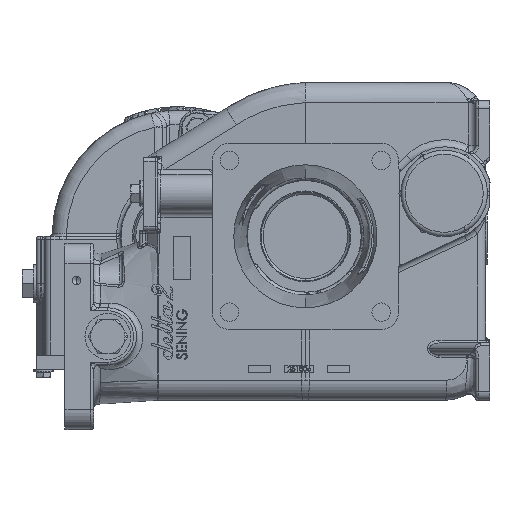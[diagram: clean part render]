
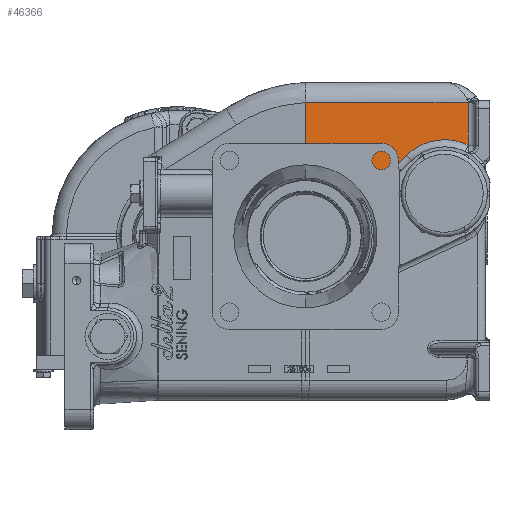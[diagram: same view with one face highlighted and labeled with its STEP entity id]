
A CAD part, left-side view. The second image highlights one B-rep face of the part: STEP entity #46366.
In plain terms, the highlighted planar face has unit normal (-0.999, -0.052, 0).
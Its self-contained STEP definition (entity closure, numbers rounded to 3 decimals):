
#2077 = CARTESIAN_POINT ( 'NONE',  ( -127.697, 0., 57.513 ) ) ;
#3191 = CARTESIAN_POINT ( 'NONE',  ( -125.446, -42.957, 37.5 ) ) ;
#3342 = CARTESIAN_POINT ( 'NONE',  ( -126.817, -16.79, 57.322 ) ) ;
#3658 = CARTESIAN_POINT ( 'NONE',  ( -126.02, -32.01, 50.231 ) ) ;
#5502 = LINE ( 'NONE', #14147, #7265 ) ;
#5917 = VECTOR ( 'NONE', #37702, 1000. ) ;
#5927 = LINE ( 'NONE', #37711, #6425 ) ;
#6425 = VECTOR ( 'NONE', #37710, 1000. ) ;
#6842 = VECTOR ( 'NONE', #40801, 1000. ) ;
#7265 = VECTOR ( 'NONE', #14244, 1000. ) ;
#7382 = LINE ( 'NONE', #37769, #5917 ) ;
#7685 = LINE ( 'NONE', #37837, #6842 ) ;
#14147 = CARTESIAN_POINT ( 'NONE',  ( -127.697, 0., 107.5 ) ) ;
#14244 = DIRECTION ( 'NONE',  ( 0., 0., -1. ) ) ;
#17627 = VECTOR ( 'NONE', #114400, 1000. ) ;
#17768 = LINE ( 'NONE', #114418, #17627 ) ;
#37702 = DIRECTION ( 'NONE',  ( 0.037, -0.707, 0.707 ) ) ;
#37710 = DIRECTION ( 'NONE',  ( 0.052, -0.999, 0. ) ) ;
#37711 = CARTESIAN_POINT ( 'NONE',  ( -125.082, -49.896, 37.5 ) ) ;
#37715 = CARTESIAN_POINT ( 'NONE',  ( -123.376, -82.459, 68.254 ) ) ;
#37716 = CARTESIAN_POINT ( 'NONE',  ( -122.518, -98.833, 70.978 ) ) ;
#37733 = CARTESIAN_POINT ( 'NONE',  ( -123.991, -70.722, 56.517 ) ) ;
#37769 = CARTESIAN_POINT ( 'NONE',  ( -123.984, -70.858, 56.652 ) ) ;
#37785 = CARTESIAN_POINT ( 'NONE',  ( -121.737, -113.738, 63.675 ) ) ;
#37789 = CARTESIAN_POINT ( 'NONE',  ( -124.911, -53.17, 38.964 ) ) ;
#37790 = CARTESIAN_POINT ( 'NONE',  ( -124.961, -52.22, 38.014 ) ) ;
#37791 = CARTESIAN_POINT ( 'NONE',  ( -125.026, -50.978, 37.5 ) ) ;
#37820 = CARTESIAN_POINT ( 'NONE',  ( -125.096, -49.634, 37.5 ) ) ;
#37837 = CARTESIAN_POINT ( 'NONE',  ( -127.697, 0., 93.5 ) ) ;
#40801 = DIRECTION ( 'NONE',  ( -0.052, 0.999, 0. ) ) ;
#46279 = VERTEX_POINT ( 'NONE', #132749 ) ;
#46295 = VERTEX_POINT ( 'NONE', #132512 ) ;
#46366 = ADVANCED_FACE ( 'NONE', ( #82529 ), #132771, .F. ) ;
#51484 = VERTEX_POINT ( 'NONE', #72230 ) ;
#51530 = VERTEX_POINT ( 'NONE', #72215 ) ;
#51702 = VERTEX_POINT ( 'NONE', #71991 ) ;
#51745 = VERTEX_POINT ( 'NONE', #71197 ) ;
#51853 = VERTEX_POINT ( 'NONE', #70739 ) ;
#51872 = VERTEX_POINT ( 'NONE', #70799 ) ;
#52697 = EDGE_CURVE ( 'NONE', #46279, #46295, #17768, .T. ) ;
#60310 = EDGE_CURVE ( 'NONE', #51745, #51484, #109771, .T. ) ;
#60496 = EDGE_CURVE ( 'NONE', #51702, #51745, #5502, .T. ) ;
#61361 = EDGE_CURVE ( 'NONE', #46295, #51702, #7685, .T. ) ;
#61389 = EDGE_CURVE ( 'NONE', #51530, #51853, #109650, .T. ) ;
#61407 = EDGE_CURVE ( 'NONE', #51853, #51872, #7382, .T. ) ;
#61432 = EDGE_CURVE ( 'NONE', #51872, #46279, #109654, .T. ) ;
#61439 = EDGE_CURVE ( 'NONE', #51484, #51530, #5927, .T. ) ;
#70739 = CARTESIAN_POINT ( 'NONE',  ( -124.911, -53.17, 38.964 ) ) ;
#70799 = CARTESIAN_POINT ( 'NONE',  ( -123.991, -70.722, 56.517 ) ) ;
#71197 = CARTESIAN_POINT ( 'NONE',  ( -127.697, 0., 57.513 ) ) ;
#71991 = CARTESIAN_POINT ( 'NONE',  ( -127.697, 0., 93.5 ) ) ;
#72215 = CARTESIAN_POINT ( 'NONE',  ( -125.096, -49.634, 37.5 ) ) ;
#72230 = CARTESIAN_POINT ( 'NONE',  ( -125.446, -42.957, 37.5 ) ) ;
#82529 = FACE_OUTER_BOUND ( 'NONE', #97808, .T. ) ;
#97808 = EDGE_LOOP ( 'NONE', ( #105683, #105681, #105642, #105664, #105661, #105654, #105639, #105651 ) ) ;
#105639 = ORIENTED_EDGE ( 'NONE', *, *, #61389, .T. ) ;
#105642 = ORIENTED_EDGE ( 'NONE', *, *, #61361, .T. ) ;
#105651 = ORIENTED_EDGE ( 'NONE', *, *, #61407, .T. ) ;
#105654 = ORIENTED_EDGE ( 'NONE', *, *, #61439, .T. ) ;
#105661 = ORIENTED_EDGE ( 'NONE', *, *, #60310, .T. ) ;
#105664 = ORIENTED_EDGE ( 'NONE', *, *, #60496, .T. ) ;
#105681 = ORIENTED_EDGE ( 'NONE', *, *, #52697, .T. ) ;
#105683 = ORIENTED_EDGE ( 'NONE', *, *, #61432, .T. ) ;
#109650 =( BOUNDED_CURVE ( )  B_SPLINE_CURVE ( 3, ( #37820, #37791, #37790, #37789 ),
 .UNSPECIFIED., .F., .T. ) 
 B_SPLINE_CURVE_WITH_KNOTS ( ( 4, 4 ),
 ( 1.571, 2.356 ),
 .UNSPECIFIED. ) 
 CURVE ( )  GEOMETRIC_REPRESENTATION_ITEM ( )  RATIONAL_B_SPLINE_CURVE ( ( 1., 0.949, 0.949, 1. ) ) 
 REPRESENTATION_ITEM ( '' )  );
#109654 =( BOUNDED_CURVE ( )  B_SPLINE_CURVE ( 3, ( #37733, #37715, #37716, #37785 ),
 .UNSPECIFIED., .F., .T. ) 
 B_SPLINE_CURVE_WITH_KNOTS ( ( 4, 4 ),
 ( 0.785, 2.026 ),
 .UNSPECIFIED. ) 
 CURVE ( )  GEOMETRIC_REPRESENTATION_ITEM ( )  RATIONAL_B_SPLINE_CURVE ( ( 1., 0.876, 0.876, 1. ) ) 
 REPRESENTATION_ITEM ( '' )  );
#109771 =( BOUNDED_CURVE ( )  B_SPLINE_CURVE ( 3, ( #2077, #3342, #3658, #3191 ),
 .UNSPECIFIED., .F., .T. ) 
 B_SPLINE_CURVE_WITH_KNOTS ( ( 4, 4 ),
 ( 1.582, 2.431 ),
 .UNSPECIFIED. ) 
 CURVE ( )  GEOMETRIC_REPRESENTATION_ITEM ( )  RATIONAL_B_SPLINE_CURVE ( ( 1., 0.941, 0.941, 1. ) ) 
 REPRESENTATION_ITEM ( '' )  );
#114400 = DIRECTION ( 'NONE',  ( 0., 0., 1. ) ) ;
#114418 = CARTESIAN_POINT ( 'NONE',  ( -121.737, -113.738, 107.5 ) ) ;
#119797 = AXIS2_PLACEMENT_3D ( 'NONE', #132763, #132215, #132163 ) ;
#132163 = DIRECTION ( 'NONE',  ( -0.052, 0.999, 0. ) ) ;
#132215 = DIRECTION ( 'NONE',  ( 0.999, 0.052, 0. ) ) ;
#132512 = CARTESIAN_POINT ( 'NONE',  ( -121.737, -113.738, 93.5 ) ) ;
#132749 = CARTESIAN_POINT ( 'NONE',  ( -121.737, -113.738, 63.675 ) ) ;
#132763 = CARTESIAN_POINT ( 'NONE',  ( -127.697, 0., 107.5 ) ) ;
#132771 = PLANE ( 'NONE',  #119797 ) ;
